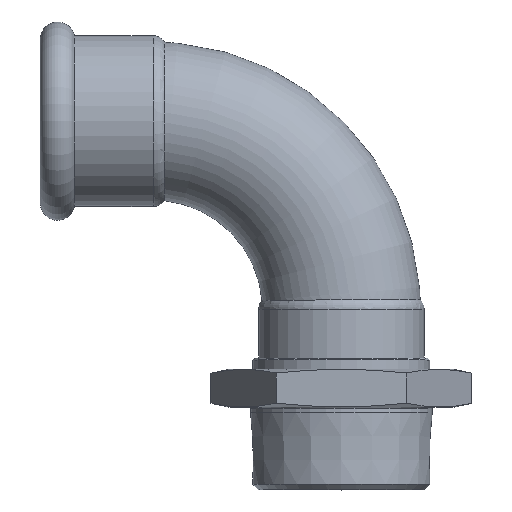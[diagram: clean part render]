
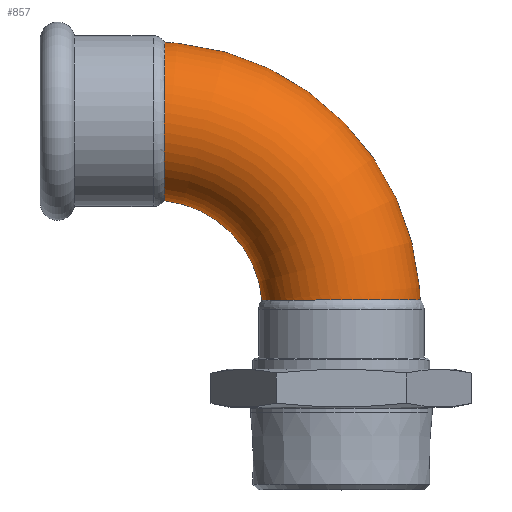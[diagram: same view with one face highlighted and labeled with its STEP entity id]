
A CAD part, top view. The second image highlights one B-rep face of the part: STEP entity #857.
In plain terms, the highlighted toroidal (fillet/blend) face has major radius 50 mm and minor radius 21 mm.
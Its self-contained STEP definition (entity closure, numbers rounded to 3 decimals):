
#15=B_SPLINE_CURVE_WITH_KNOTS('',3,(#1531,#1532,#1533,#1534,#1535,#1536,
#1537,#1538,#1539,#1540,#1541,#1542),.UNSPECIFIED.,.F.,.F.,(4,2,2,2,2,4),
(6.622,7.383,8.203,9.024,9.845,
9.926),.UNSPECIFIED.);
#16=B_SPLINE_CURVE_WITH_KNOTS('',3,(#1544,#1545,#1546,#1547,#1548,#1549,
#1550,#1551,#1552,#1553,#1554,#1555,#1556,#1557,#1558,#1559,#1560,#1561,
#1562,#1563),.UNSPECIFIED.,.F.,.F.,(4,2,2,2,2,2,2,2,2,4),(13.242,
14.06,14.878,15.699,16.521,17.343,
18.164,18.985,19.805,19.864),
 .UNSPECIFIED.);
#17=B_SPLINE_CURVE_WITH_KNOTS('',3,(#1564,#1565,#1566,#1567,#1568,#1569,
#1570,#1571,#1572,#1573,#1574,#1575),.UNSPECIFIED.,.F.,.F.,(4,2,2,2,2,4),
(9.926,10.667,11.49,12.313,12.777,
13.242),.UNSPECIFIED.);
#24=B_SPLINE_CURVE_WITH_KNOTS('',3,(#1704,#1705,#1706,#1707,#1708,#1709,
#1710,#1711,#1712,#1713,#1714,#1715,#1716,#1717,#1718,#1719,#1720,#1721,
#1722,#1723),.UNSPECIFIED.,.F.,.F.,(4,2,2,2,2,2,2,2,2,4),(6.624,
7.383,8.203,9.024,9.846,10.669,
11.493,12.317,12.781,13.246),
 .UNSPECIFIED.);
#25=B_SPLINE_CURVE_WITH_KNOTS('',3,(#1725,#1726,#1727,#1728,#1729,#1730,
#1731,#1732,#1733,#1734,#1735,#1736),.UNSPECIFIED.,.F.,.F.,(4,2,2,2,2,4),
(16.568,17.348,18.169,18.99,19.81,
19.87),.UNSPECIFIED.);
#26=B_SPLINE_CURVE_WITH_KNOTS('',3,(#1738,#1739,#1740,#1741,#1742,#1743,
#1744,#1745,#1746,#1747,#1748,#1749),.UNSPECIFIED.,.F.,.F.,(4,2,2,2,2,4),
(13.246,14.062,14.88,15.701,16.525,
16.568),.UNSPECIFIED.);
#176=FACE_OUTER_BOUND('',#228,.T.);
#228=EDGE_LOOP('',(#773,#774,#775,#776,#777,#778,#779,#780));
#305=CIRCLE('',#998,29.);
#378=VERTEX_POINT('',#1528);
#379=VERTEX_POINT('',#1530);
#380=VERTEX_POINT('',#1543);
#396=VERTEX_POINT('',#1702);
#397=VERTEX_POINT('',#1703);
#398=VERTEX_POINT('',#1724);
#500=EDGE_CURVE('',#379,#378,#15,.T.);
#501=EDGE_CURVE('',#380,#379,#16,.T.);
#502=EDGE_CURVE('',#378,#380,#17,.T.);
#525=EDGE_CURVE('',#396,#397,#24,.T.);
#526=EDGE_CURVE('',#398,#396,#25,.T.);
#528=EDGE_CURVE('',#397,#398,#26,.T.);
#529=EDGE_CURVE('',#380,#397,#305,.T.);
#773=ORIENTED_EDGE('',*,*,#500,.T.);
#774=ORIENTED_EDGE('',*,*,#502,.T.);
#775=ORIENTED_EDGE('',*,*,#529,.T.);
#776=ORIENTED_EDGE('',*,*,#528,.T.);
#777=ORIENTED_EDGE('',*,*,#526,.T.);
#778=ORIENTED_EDGE('',*,*,#525,.T.);
#779=ORIENTED_EDGE('',*,*,#529,.F.);
#780=ORIENTED_EDGE('',*,*,#501,.T.);
#812=TOROIDAL_SURFACE('',#997,50.,21.);
#857=ADVANCED_FACE('',(#176),#812,.T.);
#997=AXIS2_PLACEMENT_3D('',#1750,#1258,#1259);
#998=AXIS2_PLACEMENT_3D('',#1751,#1260,#1261);
#1258=DIRECTION('center_axis',(0.,0.,-1.));
#1259=DIRECTION('ref_axis',(1.,0.,0.));
#1260=DIRECTION('center_axis',(0.,0.,1.));
#1261=DIRECTION('ref_axis',(1.,0.,0.));
#1528=CARTESIAN_POINT('',(80.,-47.55,-21.));
#1530=CARTESIAN_POINT('',(100.956,-47.507,0.));
#1531=CARTESIAN_POINT('Ctrl Pts',(100.956,-47.507,0.));
#1532=CARTESIAN_POINT('Ctrl Pts',(100.956,-47.507,-2.535));
#1533=CARTESIAN_POINT('Ctrl Pts',(100.497,-47.507,-5.05));
#1534=CARTESIAN_POINT('Ctrl Pts',(98.633,-47.51,-9.981));
#1535=CARTESIAN_POINT('Ctrl Pts',(97.175,-47.512,-12.324));
#1536=CARTESIAN_POINT('Ctrl Pts',(93.444,-47.519,-16.323));
#1537=CARTESIAN_POINT('Ctrl Pts',(91.205,-47.523,-17.939));
#1538=CARTESIAN_POINT('Ctrl Pts',(86.232,-47.534,-20.223));
#1539=CARTESIAN_POINT('Ctrl Pts',(83.545,-47.54,-20.869));
#1540=CARTESIAN_POINT('Ctrl Pts',(80.539,-47.549,-20.993));
#1541=CARTESIAN_POINT('Ctrl Pts',(80.27,-47.55,-20.999));
#1542=CARTESIAN_POINT('Ctrl Pts',(80.,-47.55,-21.));
#1543=CARTESIAN_POINT('',(58.905,-47.652,0.));
#1544=CARTESIAN_POINT('Ctrl Pts',(58.905,-47.652,0.));
#1545=CARTESIAN_POINT('Ctrl Pts',(58.905,-47.652,2.726));
#1546=CARTESIAN_POINT('Ctrl Pts',(59.437,-47.647,5.426));
#1547=CARTESIAN_POINT('Ctrl Pts',(61.506,-47.632,10.473));
#1548=CARTESIAN_POINT('Ctrl Pts',(63.023,-47.622,12.771));
#1549=CARTESIAN_POINT('Ctrl Pts',(66.857,-47.601,16.666));
#1550=CARTESIAN_POINT('Ctrl Pts',(69.139,-47.589,18.224));
#1551=CARTESIAN_POINT('Ctrl Pts',(74.174,-47.569,20.38));
#1552=CARTESIAN_POINT('Ctrl Pts',(76.881,-47.56,20.956));
#1553=CARTESIAN_POINT('Ctrl Pts',(82.361,-47.543,21.039));
#1554=CARTESIAN_POINT('Ctrl Pts',(85.083,-47.537,20.545));
#1555=CARTESIAN_POINT('Ctrl Pts',(90.18,-47.525,18.542));
#1556=CARTESIAN_POINT('Ctrl Pts',(92.508,-47.521,17.053));
#1557=CARTESIAN_POINT('Ctrl Pts',(96.46,-47.514,13.267));
#1558=CARTESIAN_POINT('Ctrl Pts',(98.046,-47.511,11.008));
#1559=CARTESIAN_POINT('Ctrl Pts',(100.263,-47.508,6.009));
#1560=CARTESIAN_POINT('Ctrl Pts',(100.872,-47.507,3.318));
#1561=CARTESIAN_POINT('Ctrl Pts',(100.953,-47.507,0.39));
#1562=CARTESIAN_POINT('Ctrl Pts',(100.956,-47.507,0.195));
#1563=CARTESIAN_POINT('Ctrl Pts',(100.956,-47.507,0.));
#1564=CARTESIAN_POINT('Ctrl Pts',(80.,-47.55,-21.));
#1565=CARTESIAN_POINT('Ctrl Pts',(77.534,-47.558,-21.007));
#1566=CARTESIAN_POINT('Ctrl Pts',(75.083,-47.566,-20.58));
#1567=CARTESIAN_POINT('Ctrl Pts',(70.182,-47.585,-18.802));
#1568=CARTESIAN_POINT('Ctrl Pts',(67.81,-47.596,-17.372));
#1569=CARTESIAN_POINT('Ctrl Pts',(63.751,-47.618,-13.682));
#1570=CARTESIAN_POINT('Ctrl Pts',(62.102,-47.628,-11.458));
#1571=CARTESIAN_POINT('Ctrl Pts',(60.264,-47.641,-7.582));
#1572=CARTESIAN_POINT('Ctrl Pts',(59.757,-47.645,-6.115));
#1573=CARTESIAN_POINT('Ctrl Pts',(59.077,-47.65,-3.094));
#1574=CARTESIAN_POINT('Ctrl Pts',(58.905,-47.652,-1.549));
#1575=CARTESIAN_POINT('Ctrl Pts',(58.905,-47.652,0.));
#1702=CARTESIAN_POINT('',(33.04,20.935,0.));
#1703=CARTESIAN_POINT('',(32.909,-21.146,0.));
#1704=CARTESIAN_POINT('Ctrl Pts',(33.04,20.935,0.));
#1705=CARTESIAN_POINT('Ctrl Pts',(33.04,20.935,2.528));
#1706=CARTESIAN_POINT('Ctrl Pts',(33.039,20.478,5.036));
#1707=CARTESIAN_POINT('Ctrl Pts',(33.037,18.621,9.962));
#1708=CARTESIAN_POINT('Ctrl Pts',(33.035,17.166,12.306));
#1709=CARTESIAN_POINT('Ctrl Pts',(33.029,13.438,16.308));
#1710=CARTESIAN_POINT('Ctrl Pts',(33.025,11.201,17.926));
#1711=CARTESIAN_POINT('Ctrl Pts',(33.016,6.228,20.216));
#1712=CARTESIAN_POINT('Ctrl Pts',(33.011,3.54,20.865));
#1713=CARTESIAN_POINT('Ctrl Pts',(32.997,-1.939,21.097));
#1714=CARTESIAN_POINT('Ctrl Pts',(32.989,-4.677,20.677));
#1715=CARTESIAN_POINT('Ctrl Pts',(32.971,-9.842,18.81));
#1716=CARTESIAN_POINT('Ctrl Pts',(32.961,-12.219,17.379));
#1717=CARTESIAN_POINT('Ctrl Pts',(32.941,-16.289,13.687));
#1718=CARTESIAN_POINT('Ctrl Pts',(32.931,-17.943,11.461));
#1719=CARTESIAN_POINT('Ctrl Pts',(32.919,-19.785,7.582));
#1720=CARTESIAN_POINT('Ctrl Pts',(32.915,-20.292,6.116));
#1721=CARTESIAN_POINT('Ctrl Pts',(32.91,-20.974,3.095));
#1722=CARTESIAN_POINT('Ctrl Pts',(32.909,-21.146,1.55));
#1723=CARTESIAN_POINT('Ctrl Pts',(32.909,-21.146,0.));
#1724=CARTESIAN_POINT('',(33.002,0.,-21.));
#1725=CARTESIAN_POINT('Ctrl Pts',(33.002,0.,
-21.));
#1726=CARTESIAN_POINT('Ctrl Pts',(33.008,2.596,-20.989));
#1727=CARTESIAN_POINT('Ctrl Pts',(33.014,5.17,-20.498));
#1728=CARTESIAN_POINT('Ctrl Pts',(33.024,10.139,-18.551));
#1729=CARTESIAN_POINT('Ctrl Pts',(33.028,12.47,-17.063));
#1730=CARTESIAN_POINT('Ctrl Pts',(33.034,16.426,-13.28));
#1731=CARTESIAN_POINT('Ctrl Pts',(33.036,18.015,-11.022));
#1732=CARTESIAN_POINT('Ctrl Pts',(33.039,20.236,-6.026));
#1733=CARTESIAN_POINT('Ctrl Pts',(33.04,20.848,-3.335));
#1734=CARTESIAN_POINT('Ctrl Pts',(33.04,20.932,-0.402));
#1735=CARTESIAN_POINT('Ctrl Pts',(33.04,20.935,-0.201));
#1736=CARTESIAN_POINT('Ctrl Pts',(33.04,20.935,0.));
#1738=CARTESIAN_POINT('Ctrl Pts',(32.909,-21.146,0.));
#1739=CARTESIAN_POINT('Ctrl Pts',(32.909,-21.146,-2.721));
#1740=CARTESIAN_POINT('Ctrl Pts',(32.913,-20.615,-5.415));
#1741=CARTESIAN_POINT('Ctrl Pts',(32.927,-18.551,-10.455));
#1742=CARTESIAN_POINT('Ctrl Pts',(32.937,-17.036,-12.751));
#1743=CARTESIAN_POINT('Ctrl Pts',(32.956,-13.207,-16.648));
#1744=CARTESIAN_POINT('Ctrl Pts',(32.967,-10.925,-18.209));
#1745=CARTESIAN_POINT('Ctrl Pts',(32.985,-5.887,-20.372));
#1746=CARTESIAN_POINT('Ctrl Pts',(32.993,-3.177,-20.953));
#1747=CARTESIAN_POINT('Ctrl Pts',(33.001,-0.288,-21.));
#1748=CARTESIAN_POINT('Ctrl Pts',(33.001,-0.144,-21.));
#1749=CARTESIAN_POINT('Ctrl Pts',(33.002,0.,
-21.));
#1750=CARTESIAN_POINT('Origin',(30.,-50.,0.));
#1751=CARTESIAN_POINT('Origin',(30.,-50.,0.));
